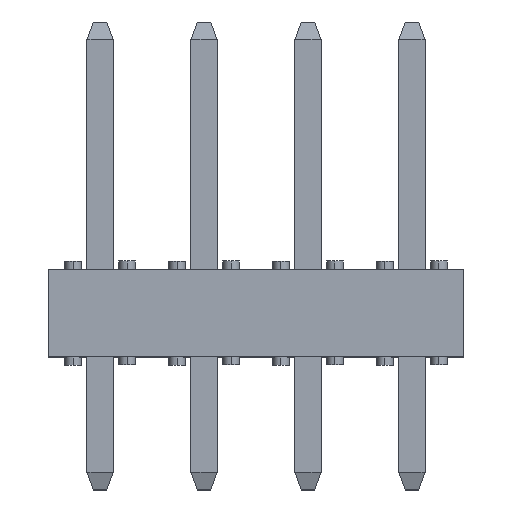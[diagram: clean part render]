
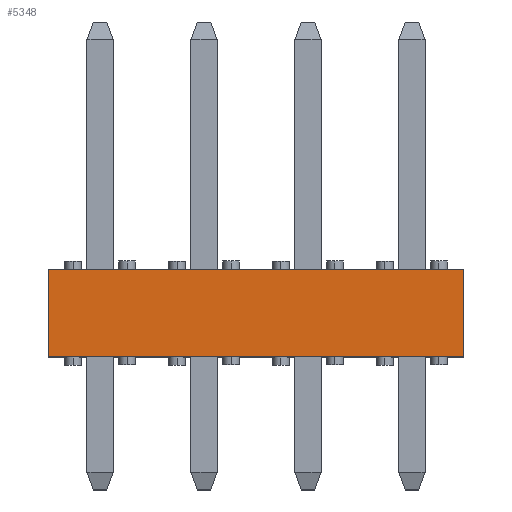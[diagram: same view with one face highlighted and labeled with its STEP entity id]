
A CAD part, top view. The second image highlights one B-rep face of the part: STEP entity #5348.
In plain terms, the highlighted planar face has unit normal (0, 0, 1).
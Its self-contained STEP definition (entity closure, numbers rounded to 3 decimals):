
#177 = EDGE_CURVE ( 'NONE', #4080, #2792, #1539, .T. ) ;
#179 = DIRECTION ( 'NONE',  ( -1., 0., 0. ) ) ;
#220 = VECTOR ( 'NONE', #2532, 1000. ) ;
#481 = CARTESIAN_POINT ( 'NONE',  ( -5.08, 0.2, 2.415 ) ) ;
#656 = CARTESIAN_POINT ( 'NONE',  ( 5.08, 2.34, 2.415 ) ) ;
#846 = EDGE_CURVE ( 'NONE', #2181, #2792, #2435, .T. ) ;
#1083 = VECTOR ( 'NONE', #6319, 1000. ) ;
#1417 = PLANE ( 'NONE',  #3297 ) ;
#1539 = LINE ( 'NONE', #5451, #220 ) ;
#1668 = ORIENTED_EDGE ( 'NONE', *, *, #2433, .F. ) ;
#1674 = CARTESIAN_POINT ( 'NONE',  ( -5.08, 2.34, 2.415 ) ) ;
#1929 = CARTESIAN_POINT ( 'NONE',  ( -5.08, 2.34, 2.415 ) ) ;
#1993 = DIRECTION ( 'NONE',  ( 0., 0., -1. ) ) ;
#2181 = VERTEX_POINT ( 'NONE', #481 ) ;
#2433 = EDGE_CURVE ( 'NONE', #6752, #4080, #7228, .T. ) ;
#2435 = LINE ( 'NONE', #4773, #5029 ) ;
#2532 = DIRECTION ( 'NONE',  ( 0., -1., 0. ) ) ;
#2792 = VERTEX_POINT ( 'NONE', #4861 ) ;
#2968 = ORIENTED_EDGE ( 'NONE', *, *, #846, .T. ) ;
#3297 = AXIS2_PLACEMENT_3D ( 'NONE', #4421, #1993, #179 ) ;
#3348 = LINE ( 'NONE', #1674, #1083 ) ;
#4080 = VERTEX_POINT ( 'NONE', #656 ) ;
#4210 = ORIENTED_EDGE ( 'NONE', *, *, #177, .F. ) ;
#4281 = DIRECTION ( 'NONE',  ( 1., 0., 0. ) ) ;
#4421 = CARTESIAN_POINT ( 'NONE',  ( -5.08, 2.34, 2.415 ) ) ;
#4516 = CARTESIAN_POINT ( 'NONE',  ( -5.08, 2.34, 2.415 ) ) ;
#4773 = CARTESIAN_POINT ( 'NONE',  ( -5.08, 0.2, 2.415 ) ) ;
#4861 = CARTESIAN_POINT ( 'NONE',  ( 5.08, 0.2, 2.415 ) ) ;
#5029 = VECTOR ( 'NONE', #4281, 1000. ) ;
#5348 = ADVANCED_FACE ( 'NONE', ( #6791 ), #1417, .F. ) ;
#5451 = CARTESIAN_POINT ( 'NONE',  ( 5.08, 2.34, 2.415 ) ) ;
#5547 = DIRECTION ( 'NONE',  ( 1., 0., 0. ) ) ;
#6224 = EDGE_LOOP ( 'NONE', ( #2968, #4210, #1668, #6484 ) ) ;
#6319 = DIRECTION ( 'NONE',  ( 0., -1., 0. ) ) ;
#6484 = ORIENTED_EDGE ( 'NONE', *, *, #6757, .T. ) ;
#6752 = VERTEX_POINT ( 'NONE', #4516 ) ;
#6757 = EDGE_CURVE ( 'NONE', #6752, #2181, #3348, .T. ) ;
#6791 = FACE_OUTER_BOUND ( 'NONE', #6224, .T. ) ;
#6824 = VECTOR ( 'NONE', #5547, 1000. ) ;
#7228 = LINE ( 'NONE', #1929, #6824 ) ;
